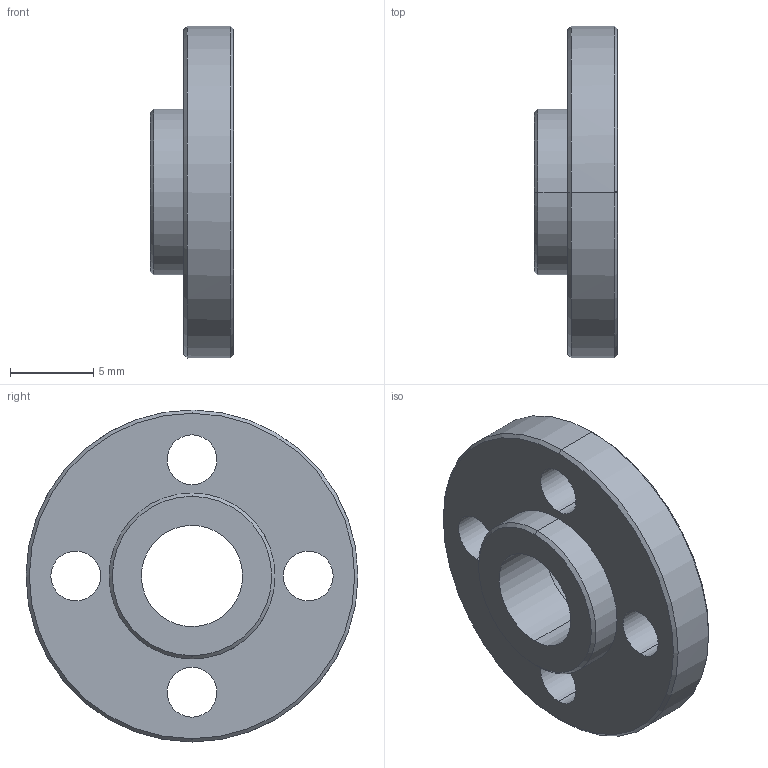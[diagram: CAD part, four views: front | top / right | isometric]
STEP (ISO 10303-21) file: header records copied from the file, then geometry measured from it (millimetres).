
FILE_DESCRIPTION (( 'STEP AP203' ), '1' );
FILE_NAME ('华馨京 25-50kg舵机系列副舵盘（四孔）-3D.STEP', '2024-08-26T07:03:14', ( 'Windows 用户' ), ( '' ), 'SwSTEP 2.0', 'SolidWorks 2021', '' );
FILE_SCHEMA (( 'CONFIG_CONTROL_DESIGN' ));
Length unit declared in the file: millimetre
Products named in the file (1): 华馨京 25-50kg舵机系列副舵盘（四孔）-3D
Bounding box: 5 x 20 x 20 mm (x, y, z)
Volume: 860.4 mm3; surface area: 948.7 mm2
Topology: 1 solids, 1 shells, 29 faces, 70 edges, 44 vertices
Faces by surface type: cylinder 14, cone 12, plane 3
Entity records: 961 total; most frequent: DIRECTION 174, CARTESIAN_POINT 144, ORIENTED_EDGE 140, AXIS2_PLACEMENT_3D 74, EDGE_CURVE 70, VERTEX_POINT 44, CIRCLE 44, EDGE_LOOP 40
